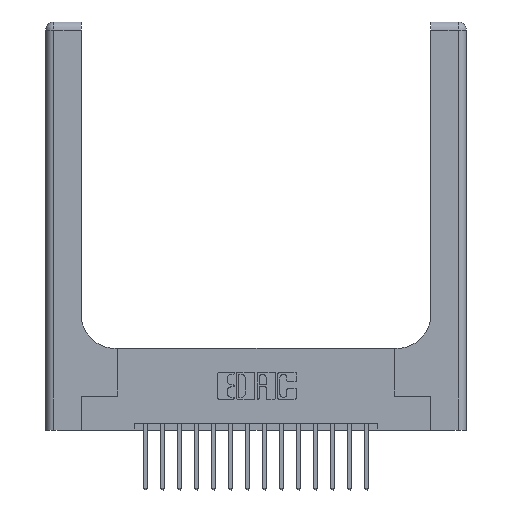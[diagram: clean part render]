
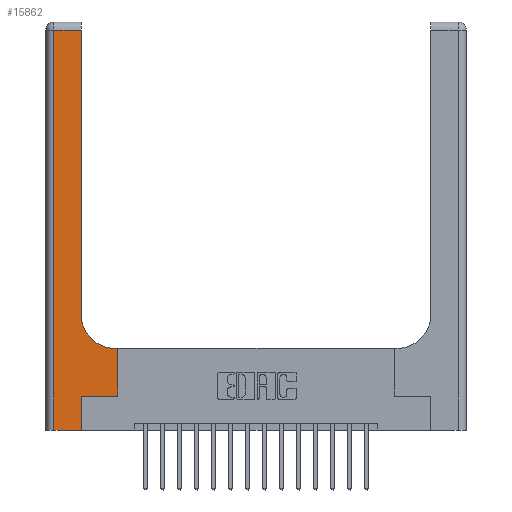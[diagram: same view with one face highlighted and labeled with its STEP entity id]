
A CAD part, top view. The second image highlights one B-rep face of the part: STEP entity #15862.
In plain terms, the highlighted planar face has unit normal (0, 0, 1).
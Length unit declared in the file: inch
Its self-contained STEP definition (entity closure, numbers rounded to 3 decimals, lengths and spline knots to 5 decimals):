
#199 = VERTEX_POINT ( 'NONE', #10729 ) ;
#455 = CARTESIAN_POINT ( 'NONE',  ( 0.06, 3., 0.37 ) ) ;
#935 = CARTESIAN_POINT ( 'NONE',  ( 0.265, 0., 0.37 ) ) ;
#1003 = VECTOR ( 'NONE', #8249, 39.37008 ) ;
#1205 = ORIENTED_EDGE ( 'NONE', *, *, #4856, .T. ) ;
#1230 = VERTEX_POINT ( 'NONE', #16167 ) ;
#1441 = DIRECTION ( 'NONE',  ( 1., 0., 0. ) ) ;
#2012 = CARTESIAN_POINT ( 'NONE',  ( 0., 2.94, 0.37 ) ) ;
#2077 = VERTEX_POINT ( 'NONE', #17359 ) ;
#2167 = LINE ( 'NONE', #17665, #13514 ) ;
#2186 = EDGE_CURVE ( 'NONE', #12973, #1230, #12081, .T. ) ;
#2227 = CARTESIAN_POINT ( 'NONE',  ( 0.265, 0., 0.37 ) ) ;
#2730 = ORIENTED_EDGE ( 'NONE', *, *, #12085, .T. ) ;
#3193 = CARTESIAN_POINT ( 'NONE',  ( 0.26, 2.94, 0.37 ) ) ;
#3444 = DIRECTION ( 'NONE',  ( 0., -1., 0. ) ) ;
#3500 = CARTESIAN_POINT ( 'NONE',  ( 0.528, 0.25, 0.37 ) ) ;
#4055 = AXIS2_PLACEMENT_3D ( 'NONE', #4608, #11757, #1441 ) ;
#4506 = ORIENTED_EDGE ( 'NONE', *, *, #2186, .T. ) ;
#4582 = DIRECTION ( 'NONE',  ( 0., 1., 0. ) ) ;
#4608 = CARTESIAN_POINT ( 'NONE',  ( 0.51, 0.85, 0.37 ) ) ;
#4771 = DIRECTION ( 'NONE',  ( 0., 1., 0. ) ) ;
#4794 = VERTEX_POINT ( 'NONE', #8954 ) ;
#4796 = DIRECTION ( 'NONE',  ( -1., 0., 0. ) ) ;
#4856 = EDGE_CURVE ( 'NONE', #199, #2077, #2167, .T. ) ;
#4968 = CARTESIAN_POINT ( 'NONE',  ( 0.26, 3., 0.37 ) ) ;
#5893 = CARTESIAN_POINT ( 'NONE',  ( 0.265, 0.25, 0.37 ) ) ;
#6135 = LINE ( 'NONE', #2012, #7727 ) ;
#6244 = ORIENTED_EDGE ( 'NONE', *, *, #16156, .T. ) ;
#7727 = VECTOR ( 'NONE', #7826, 39.37008 ) ;
#7776 = DIRECTION ( 'NONE',  ( 0., 0., -1. ) ) ;
#7826 = DIRECTION ( 'NONE',  ( -1., 0., 0. ) ) ;
#7873 = LINE ( 'NONE', #16320, #14832 ) ;
#8012 = AXIS2_PLACEMENT_3D ( 'NONE', #17907, #7776, #15183 ) ;
#8097 = CARTESIAN_POINT ( 'NONE',  ( 0.265, 0.25, 0.37 ) ) ;
#8201 = LINE ( 'NONE', #8097, #13648 ) ;
#8249 = DIRECTION ( 'NONE',  ( 0., 1., 0. ) ) ;
#8954 = CARTESIAN_POINT ( 'NONE',  ( 0.26, 0.85, 0.37 ) ) ;
#10070 = VECTOR ( 'NONE', #4771, 39.37008 ) ;
#10301 = VERTEX_POINT ( 'NONE', #935 ) ;
#10729 = CARTESIAN_POINT ( 'NONE',  ( 0.528, 0.6, 0.37 ) ) ;
#10864 = PLANE ( 'NONE',  #8012 ) ;
#11340 = EDGE_CURVE ( 'NONE', #17779, #199, #7873, .T. ) ;
#11649 = ORIENTED_EDGE ( 'NONE', *, *, #18027, .T. ) ;
#11714 = VERTEX_POINT ( 'NONE', #5893 ) ;
#11757 = DIRECTION ( 'NONE',  ( 0., 0., -1. ) ) ;
#11973 = EDGE_CURVE ( 'NONE', #11714, #17779, #8201, .T. ) ;
#12081 = LINE ( 'NONE', #455, #16881 ) ;
#12085 = EDGE_CURVE ( 'NONE', #2077, #4794, #17847, .T. ) ;
#12973 = VERTEX_POINT ( 'NONE', #16396 ) ;
#12994 = VECTOR ( 'NONE', #14718, 39.37008 ) ;
#13310 = CARTESIAN_POINT ( 'NONE',  ( 0., 0., 0.37 ) ) ;
#13319 = LINE ( 'NONE', #4968, #10070 ) ;
#13436 = VERTEX_POINT ( 'NONE', #3193 ) ;
#13514 = VECTOR ( 'NONE', #4796, 39.37008 ) ;
#13648 = VECTOR ( 'NONE', #16927, 39.37008 ) ;
#13670 = EDGE_CURVE ( 'NONE', #4794, #13436, #13319, .T. ) ;
#13759 = ORIENTED_EDGE ( 'NONE', *, *, #11340, .T. ) ;
#13856 = FACE_OUTER_BOUND ( 'NONE', #17576, .T. ) ;
#14718 = DIRECTION ( 'NONE',  ( 1., 0., 0. ) ) ;
#14832 = VECTOR ( 'NONE', #4582, 39.37008 ) ;
#15183 = DIRECTION ( 'NONE',  ( -1., 0., 0. ) ) ;
#15804 = ORIENTED_EDGE ( 'NONE', *, *, #18083, .T. ) ;
#15862 = ADVANCED_FACE ( 'NONE', ( #13856 ), #10864, .F. ) ;
#16156 = EDGE_CURVE ( 'NONE', #13436, #12973, #6135, .T. ) ;
#16167 = CARTESIAN_POINT ( 'NONE',  ( 0.06, 0., 0.37 ) ) ;
#16223 = LINE ( 'NONE', #13310, #12994 ) ;
#16320 = CARTESIAN_POINT ( 'NONE',  ( 0.528, 0.25, 0.37 ) ) ;
#16396 = CARTESIAN_POINT ( 'NONE',  ( 0.06, 2.94, 0.37 ) ) ;
#16881 = VECTOR ( 'NONE', #3444, 39.37008 ) ;
#16927 = DIRECTION ( 'NONE',  ( 1., 0., 0. ) ) ;
#17359 = CARTESIAN_POINT ( 'NONE',  ( 0.51, 0.6, 0.37 ) ) ;
#17576 = EDGE_LOOP ( 'NONE', ( #17901, #6244, #4506, #11649, #15804, #17941, #13759, #1205, #2730 ) ) ;
#17665 = CARTESIAN_POINT ( 'NONE',  ( 0.26, 0.6, 0.37 ) ) ;
#17779 = VERTEX_POINT ( 'NONE', #3500 ) ;
#17847 = CIRCLE ( 'NONE', #4055, 0.25 ) ;
#17901 = ORIENTED_EDGE ( 'NONE', *, *, #13670, .T. ) ;
#17907 = CARTESIAN_POINT ( 'NONE',  ( 0., 3., 0.37 ) ) ;
#17911 = LINE ( 'NONE', #2227, #1003 ) ;
#17941 = ORIENTED_EDGE ( 'NONE', *, *, #11973, .T. ) ;
#18027 = EDGE_CURVE ( 'NONE', #1230, #10301, #16223, .T. ) ;
#18083 = EDGE_CURVE ( 'NONE', #10301, #11714, #17911, .T. ) ;
